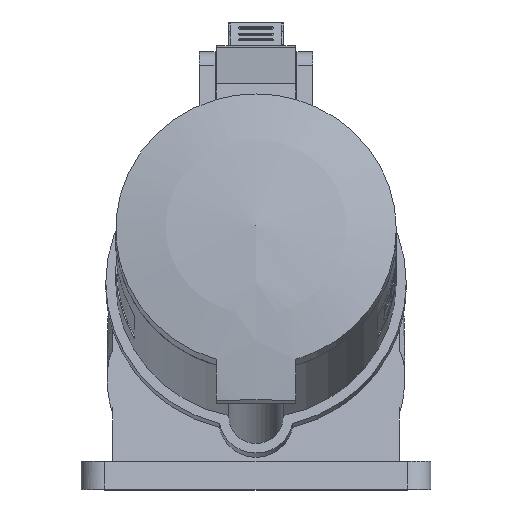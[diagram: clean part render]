
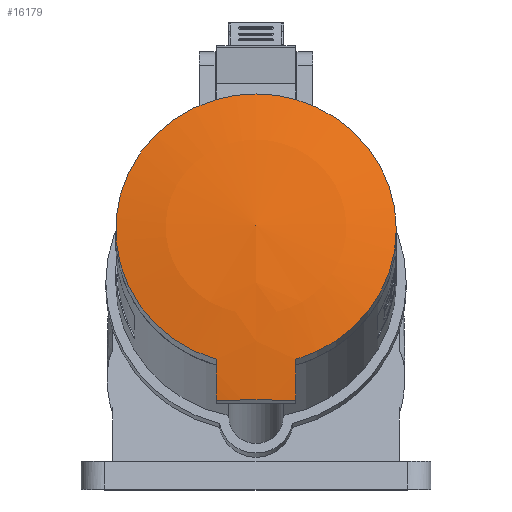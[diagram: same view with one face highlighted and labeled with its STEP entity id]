
A CAD part, top view. The second image highlights one B-rep face of the part: STEP entity #16179.
In plain terms, the highlighted spherical face has radius 150 mm.
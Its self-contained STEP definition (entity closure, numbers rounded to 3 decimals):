
#146 = DIRECTION ( 'NONE',  ( 0., 0.259, 0.966 ) ) ;
#207 = CIRCLE ( 'NONE', #13049, 35.3 ) ;
#708 = VERTEX_POINT ( 'NONE', #6687 ) ;
#1055 = ORIENTED_EDGE ( 'NONE', *, *, #3933, .F. ) ;
#1065 = VERTEX_POINT ( 'NONE', #10479 ) ;
#1479 = AXIS2_PLACEMENT_3D ( 'NONE', #24471, #146, #22333 ) ;
#1727 = CARTESIAN_POINT ( 'NONE',  ( 17.776, 43.899, 80.095 ) ) ;
#1885 = CIRCLE ( 'NONE', #8707, 149.666 ) ;
#2327 = AXIS2_PLACEMENT_3D ( 'NONE', #23482, #25627, #25764 ) ;
#2441 = EDGE_CURVE ( 'NONE', #23042, #1065, #6913, .T. ) ;
#3933 = EDGE_CURVE ( 'NONE', #25459, #23042, #23394, .T. ) ;
#4595 = DIRECTION ( 'NONE',  ( 1., 0., 0. ) ) ;
#5060 = VERTEX_POINT ( 'NONE', #16449 ) ;
#6687 = CARTESIAN_POINT ( 'NONE',  ( 63.076, 11.199, 88.857 ) ) ;
#6750 = EDGE_LOOP ( 'NONE', ( #12817, #14876, #15834, #23677, #17243, #1055, #20507 ) ) ;
#6913 = CIRCLE ( 'NONE', #21827, 149.666 ) ;
#7234 = DIRECTION ( 'NONE',  ( 1., 0., 0. ) ) ;
#7239 = FACE_OUTER_BOUND ( 'NONE', #6750, .T. ) ;
#7933 = EDGE_CURVE ( 'NONE', #5060, #25459, #1885, .T. ) ;
#8365 = CARTESIAN_POINT ( 'NONE',  ( 17.776, -31.801, 97.611 ) ) ;
#8707 = AXIS2_PLACEMENT_3D ( 'NONE', #11113, #7234, #11357 ) ;
#9004 = EDGE_CURVE ( 'NONE', #708, #26254, #21530, .T. ) ;
#9243 = CARTESIAN_POINT ( 'NONE',  ( 27.776, -26.534, -51.962 ) ) ;
#9599 = EDGE_CURVE ( 'NONE', #20161, #1065, #22372, .T. ) ;
#9746 = CARTESIAN_POINT ( 'NONE',  ( 37.776, -31.801, 97.611 ) ) ;
#10479 = CARTESIAN_POINT ( 'NONE',  ( 17.776, -21.501, 97.619 ) ) ;
#10802 = DIRECTION ( 'NONE',  ( -1., 0., 0. ) ) ;
#11113 = CARTESIAN_POINT ( 'NONE',  ( 37.776, -26.534, -51.962 ) ) ;
#11357 = DIRECTION ( 'NONE',  ( 0., 0.966, -0.259 ) ) ;
#11807 = CARTESIAN_POINT ( 'NONE',  ( 37.776, 43.899, 80.095 ) ) ;
#11815 = DIRECTION ( 'NONE',  ( -1., 0., 0. ) ) ;
#12729 = AXIS2_PLACEMENT_3D ( 'NONE', #25985, #14073, #11815 ) ;
#12817 = ORIENTED_EDGE ( 'NONE', *, *, #15695, .T. ) ;
#12943 = CARTESIAN_POINT ( 'NONE',  ( 27.776, 11.199, 88.857 ) ) ;
#13049 = AXIS2_PLACEMENT_3D ( 'NONE', #12943, #15074, #18675 ) ;
#14073 = DIRECTION ( 'NONE',  ( 0., 0.259, 0.966 ) ) ;
#14876 = ORIENTED_EDGE ( 'NONE', *, *, #9004, .T. ) ;
#15074 = DIRECTION ( 'NONE',  ( 0., -0.259, -0.966 ) ) ;
#15365 = DIRECTION ( 'NONE',  ( 0., -0.259, -0.966 ) ) ;
#15695 = EDGE_CURVE ( 'NONE', #5060, #708, #24233, .T. ) ;
#15834 = ORIENTED_EDGE ( 'NONE', *, *, #24514, .F. ) ;
#16179 = ADVANCED_FACE ( 'NONE', ( #7239 ), #19263, .T. ) ;
#16449 = CARTESIAN_POINT ( 'NONE',  ( 37.776, -21.501, 97.619 ) ) ;
#17243 = ORIENTED_EDGE ( 'NONE', *, *, #2441, .F. ) ;
#18606 = DIRECTION ( 'NONE',  ( 0., -0.966, 0.259 ) ) ;
#18675 = DIRECTION ( 'NONE',  ( 1., 0., 0. ) ) ;
#18809 = CARTESIAN_POINT ( 'NONE',  ( 17.776, -26.534, -51.962 ) ) ;
#19263 = SPHERICAL_SURFACE ( 'NONE', #23827, 150. ) ;
#20161 = VERTEX_POINT ( 'NONE', #1727 ) ;
#20476 = CARTESIAN_POINT ( 'NONE',  ( 27.776, -68.841, -40.626 ) ) ;
#20507 = ORIENTED_EDGE ( 'NONE', *, *, #7933, .F. ) ;
#21530 = CIRCLE ( 'NONE', #2327, 35.3 ) ;
#21827 = AXIS2_PLACEMENT_3D ( 'NONE', #18809, #10802, #24816 ) ;
#22333 = DIRECTION ( 'NONE',  ( -1., 0., 0. ) ) ;
#22372 = CIRCLE ( 'NONE', #1479, 35.3 ) ;
#22534 = AXIS2_PLACEMENT_3D ( 'NONE', #20476, #18606, #4595 ) ;
#23042 = VERTEX_POINT ( 'NONE', #8365 ) ;
#23394 = CIRCLE ( 'NONE', #22534, 143.463 ) ;
#23482 = CARTESIAN_POINT ( 'NONE',  ( 27.776, 11.199, 88.857 ) ) ;
#23677 = ORIENTED_EDGE ( 'NONE', *, *, #9599, .T. ) ;
#23827 = AXIS2_PLACEMENT_3D ( 'NONE', #9243, #15365, #25282 ) ;
#24233 = CIRCLE ( 'NONE', #12729, 35.3 ) ;
#24471 = CARTESIAN_POINT ( 'NONE',  ( 27.776, 11.199, 88.857 ) ) ;
#24514 = EDGE_CURVE ( 'NONE', #20161, #26254, #207, .T. ) ;
#24816 = DIRECTION ( 'NONE',  ( 0., 0.259, 0.966 ) ) ;
#25282 = DIRECTION ( 'NONE',  ( 0., -0.966, 0.259 ) ) ;
#25459 = VERTEX_POINT ( 'NONE', #9746 ) ;
#25627 = DIRECTION ( 'NONE',  ( 0., 0.259, 0.966 ) ) ;
#25764 = DIRECTION ( 'NONE',  ( -1., 0., 0. ) ) ;
#25985 = CARTESIAN_POINT ( 'NONE',  ( 27.776, 11.199, 88.857 ) ) ;
#26254 = VERTEX_POINT ( 'NONE', #11807 ) ;
